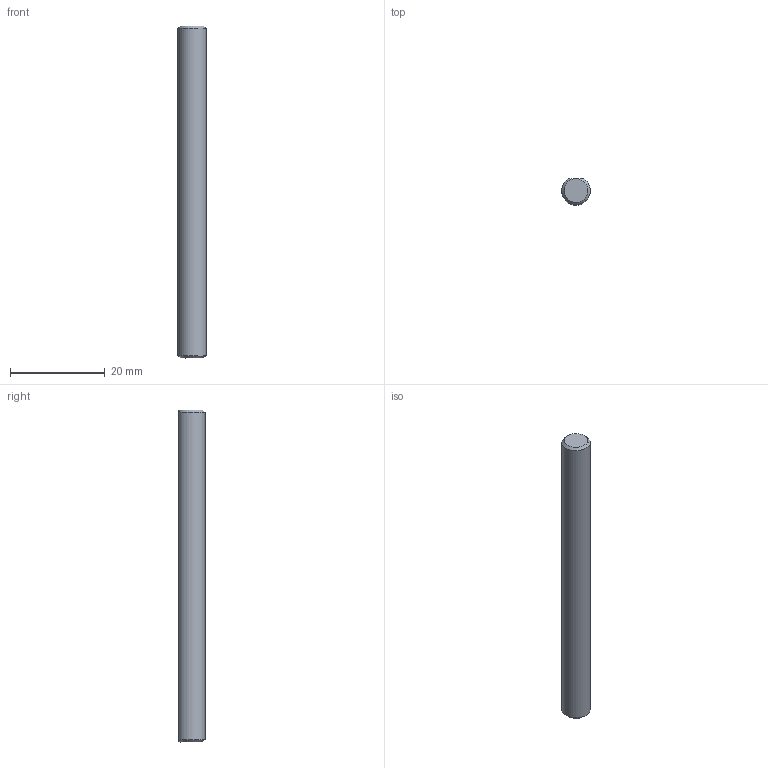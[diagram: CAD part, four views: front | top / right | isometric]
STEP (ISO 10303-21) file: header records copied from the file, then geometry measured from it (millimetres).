
FILE_DESCRIPTION (( 'STEP AP214' ), '1' );
FILE_NAME ('76160-70mm-d-shaft.STEP', '2021-07-06T16:27:27', ( '' ), ( '' ), 'SwSTEP 2.0', 'SolidWorks 2021', '' );
FILE_SCHEMA (( 'AUTOMOTIVE_DESIGN' ));
Length unit declared in the file: millimetre
Products named in the file (1): 76160-70mm-d-shaft
Bounding box: 5.99 x 5.49 x 70 mm (x, y, z)
Volume: 1896.7 mm3; surface area: 1349.7 mm2
Topology: 1 solids, 1 shells, 11 faces, 21 edges, 12 vertices
Faces by surface type: cone 6, plane 3, cylinder 2
Entity records: 307 total; most frequent: CARTESIAN_POINT 53, DIRECTION 51, ORIENTED_EDGE 42, AXIS2_PLACEMENT_3D 22, EDGE_CURVE 21, VERTEX_POINT 12, EDGE_LOOP 11, ADVANCED_FACE 11
